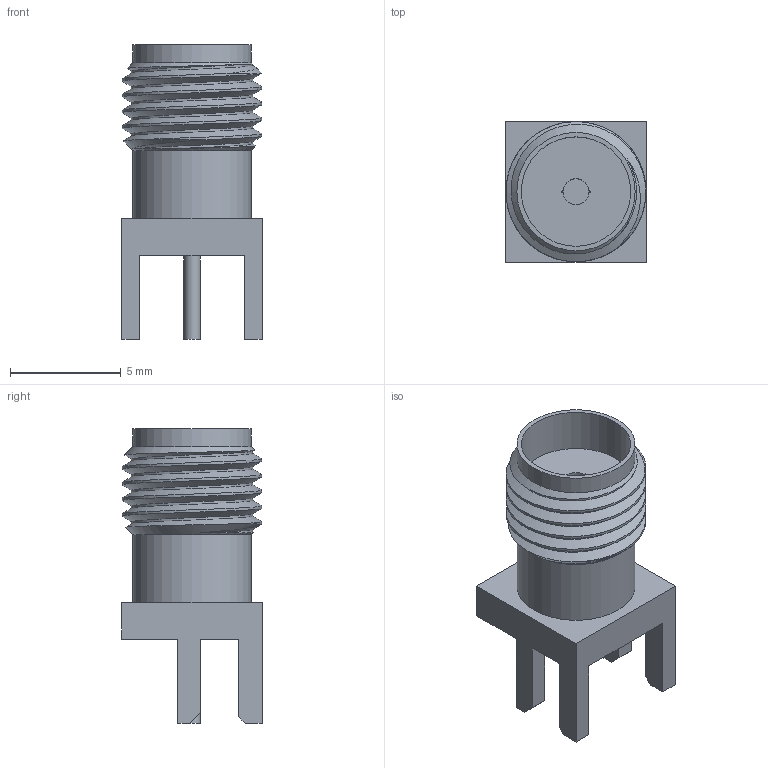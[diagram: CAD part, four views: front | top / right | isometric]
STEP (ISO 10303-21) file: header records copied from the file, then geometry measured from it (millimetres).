
FILE_DESCRIPTION(/* description */ ('Unknown'),/* implementation_level */ '2;1');
FILE_NAME(/* name */ '60312202111527',/* time_stamp */ '2019-02-21T13:42:29+01:00',/* author */ ('Unknown'),/* organization */ ('Unknown'),/* preprocessor_version */ 'ST-DEVELOPER v16.7',/* originating_system */ 'DEX',/* authorisation */ $);
FILE_SCHEMA (('AUTOMOTIVE_DESIGN {1 0 10303 214 3 1 1}'));
Length unit declared in the file: millimetre
Products named in the file (1): 60312202111527
Bounding box: 6.35 x 6.35 x 13.33 mm (x, y, z)
Volume: 233.7 mm3; surface area: 418.2 mm2
Topology: 1 solids, 1 shells, 50 faces, 127 edges, 85 vertices
Faces by surface type: plane 34, cylinder 12, bspline 2, cone 2
Full cylindrical faces by diameter (mm): 0.76 x1, 1.27 x1, 2.45 x1, 4.95 x1, 5.35 x2
Entity records: 2459 total; most frequent: CARTESIAN_POINT 931, DIRECTION 236, ORIENTED_EDGE 228, EDGE_CURVE 114, AXIS2_PLACEMENT_3D 81, VERTEX_POINT 80, LINE 74, VECTOR 74
